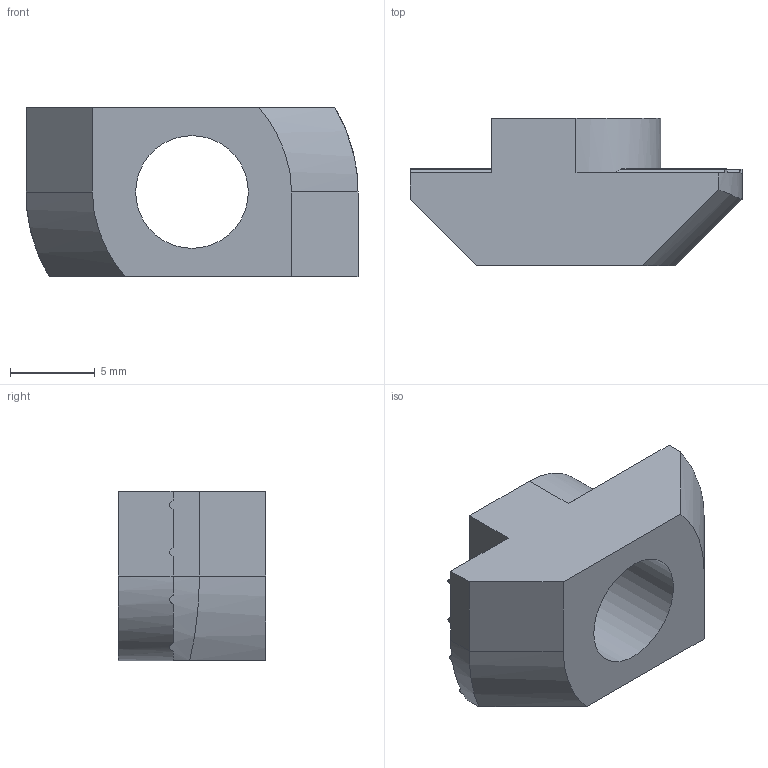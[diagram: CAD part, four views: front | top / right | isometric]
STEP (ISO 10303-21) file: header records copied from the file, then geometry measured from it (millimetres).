
FILE_DESCRIPTION(/* description */ ('CURSORE SAGOM.MARTELLO M8-CAVA10'),/* implementation_level */ '2;1');
FILE_NAME(/* name */ 'DDDCU0000088.stp',/* time_stamp */ '2025-02-18T13:38:34+01:00',/* author */ ('tecnico5'),/* organization */ (''),/* preprocessor_version */ 'ST-DEVELOPER v20',/* originating_system */ 'Autodesk Inventor 2022',/* authorisation */ '');
FILE_SCHEMA (('AUTOMOTIVE_DESIGN { 1 0 10303 214 3 1 1 }'));
Length unit declared in the file: millimetre
Products named in the file (1): DDDCU0000088
Bounding box: 19.6 x 8.7 x 10 mm (x, y, z)
Volume: 876.2 mm3; surface area: 848.1 mm2
Topology: 1 solids, 1 shells, 51 faces, 145 edges, 96 vertices
Faces by surface type: plane 36, cylinder 15
Full cylindrical faces by diameter (mm): 6.647 x1
Entity records: 1766 total; most frequent: CARTESIAN_POINT 361, ORIENTED_EDGE 290, DIRECTION 285, EDGE_CURVE 145, VERTEX_POINT 96, AXIS2_PLACEMENT_3D 96, LINE 93, VECTOR 93
